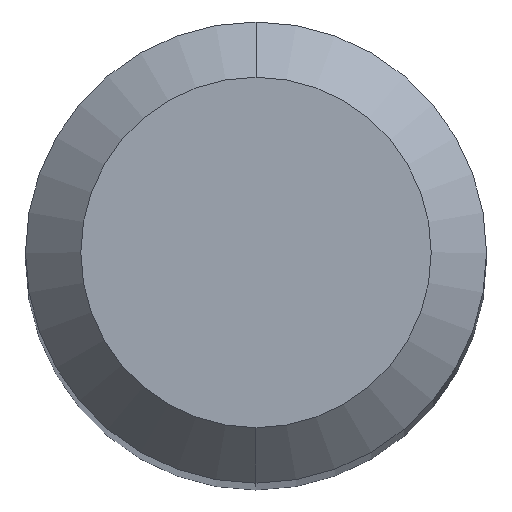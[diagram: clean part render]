
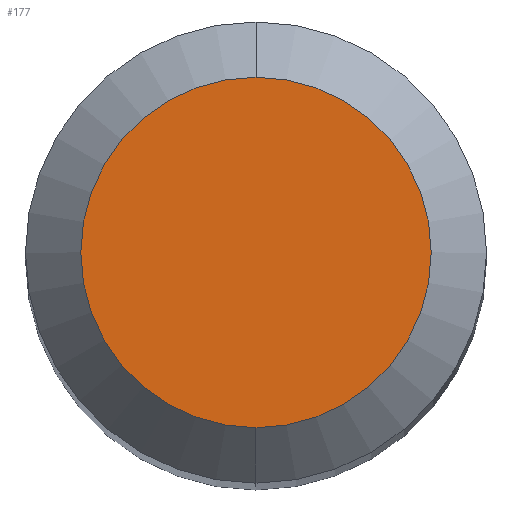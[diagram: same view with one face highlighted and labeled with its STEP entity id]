
A CAD part, top view. The second image highlights one B-rep face of the part: STEP entity #177.
In plain terms, the highlighted planar face has unit normal (0, 0, 1).
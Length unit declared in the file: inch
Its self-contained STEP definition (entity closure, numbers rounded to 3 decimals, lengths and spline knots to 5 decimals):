
#13 = DIRECTION ( 'NONE',  ( 0., 1., 0. ) ) ;
#18 = AXIS2_PLACEMENT_3D ( 'NONE', #150, #276, #13 ) ;
#62 = PLANE ( 'NONE',  #18 ) ;
#75 = CARTESIAN_POINT ( 'NONE',  ( 0., 0., 0. ) ) ;
#91 = AXIS2_PLACEMENT_3D ( 'NONE', #353, #148, #464 ) ;
#102 = EDGE_CURVE ( 'NONE', #124, #399, #424, .T. ) ;
#124 = VERTEX_POINT ( 'NONE', #435 ) ;
#138 = EDGE_CURVE ( 'NONE', #399, #124, #384, .T. ) ;
#145 = AXIS2_PLACEMENT_3D ( 'NONE', #75, #230, #423 ) ;
#148 = DIRECTION ( 'NONE',  ( 0., 0., 1. ) ) ;
#150 = CARTESIAN_POINT ( 'NONE',  ( 0., 0.0475, 0. ) ) ;
#177 = ADVANCED_FACE ( 'NONE', ( #310 ), #62, .F. ) ;
#208 = EDGE_LOOP ( 'NONE', ( #410, #379 ) ) ;
#230 = DIRECTION ( 'NONE',  ( 0., 0., 1. ) ) ;
#276 = DIRECTION ( 'NONE',  ( 0., 0., -1. ) ) ;
#310 = FACE_OUTER_BOUND ( 'NONE', #208, .T. ) ;
#353 = CARTESIAN_POINT ( 'NONE',  ( 0., 0., 0. ) ) ;
#379 = ORIENTED_EDGE ( 'NONE', *, *, #138, .T. ) ;
#384 = CIRCLE ( 'NONE', #145, 0.0475 ) ;
#399 = VERTEX_POINT ( 'NONE', #488 ) ;
#410 = ORIENTED_EDGE ( 'NONE', *, *, #102, .T. ) ;
#423 = DIRECTION ( 'NONE',  ( 0., -1., 0. ) ) ;
#424 = CIRCLE ( 'NONE', #91, 0.0475 ) ;
#435 = CARTESIAN_POINT ( 'NONE',  ( 0., 0.0475, 0. ) ) ;
#464 = DIRECTION ( 'NONE',  ( 0., -1., 0. ) ) ;
#488 = CARTESIAN_POINT ( 'NONE',  ( 0., -0.0475, 0. ) ) ;
